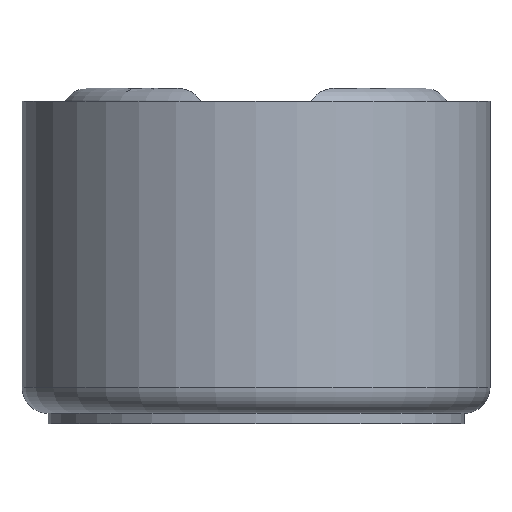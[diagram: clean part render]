
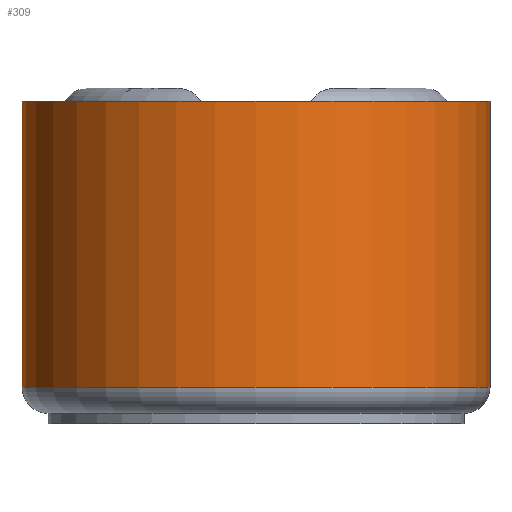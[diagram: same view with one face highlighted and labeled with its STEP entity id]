
A CAD part, front view. The second image highlights one B-rep face of the part: STEP entity #309.
In plain terms, the highlighted cylindrical face has radius 2.25 mm (diameter 4.5 mm), a full revolution.
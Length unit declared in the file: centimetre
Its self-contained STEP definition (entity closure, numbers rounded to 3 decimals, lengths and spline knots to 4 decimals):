
#121=CIRCLE('',#336,0.225);
#122=CIRCLE('',#338,0.225);
#146=VERTEX_POINT('',#506);
#147=VERTEX_POINT('',#509);
#192=EDGE_CURVE('',#146,#146,#121,.T.);
#193=EDGE_CURVE('',#147,#147,#122,.T.);
#242=ORIENTED_EDGE('',*,*,#193,.T.);
#243=ORIENTED_EDGE('',*,*,#192,.F.);
#266=EDGE_LOOP('',(#242));
#267=EDGE_LOOP('',(#243));
#290=FACE_BOUND('',#266,.T.);
#291=FACE_BOUND('',#267,.T.);
#309=ADVANCED_FACE('',(#290,#291),#517,.T.);
#336=AXIS2_PLACEMENT_3D('',#505,#391,#392);
#337=AXIS2_PLACEMENT_3D('',#507,#393,#394);
#338=AXIS2_PLACEMENT_3D('',#508,#395,#396);
#391=DIRECTION('',(0.,0.,-1.));
#392=DIRECTION('',(-0.225,0.,0.));
#393=DIRECTION('',(0.,0.,1.));
#394=DIRECTION('',(0.225,0.,0.));
#395=DIRECTION('',(0.,0.,-1.));
#396=DIRECTION('',(0.225,0.,0.));
#505=CARTESIAN_POINT('',(0.,0.,0.025));
#506=CARTESIAN_POINT('',(0.225,0.,0.025));
#507=CARTESIAN_POINT('',(0.,0.,0.));
#508=CARTESIAN_POINT('',(0.,0.,0.3));
#509=CARTESIAN_POINT('',(0.225,0.,0.3));
#517=CYLINDRICAL_SURFACE('',#337,0.225);
